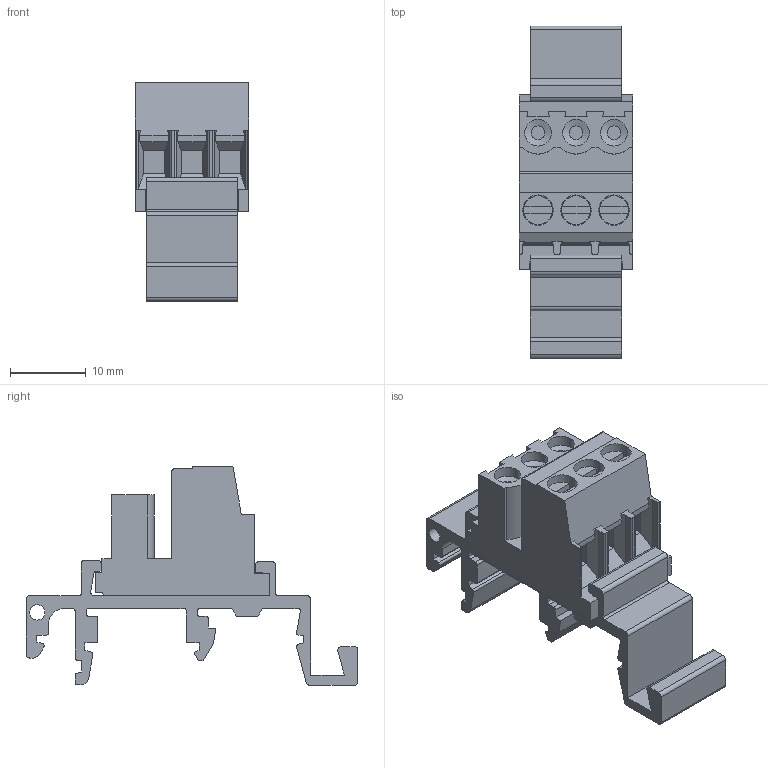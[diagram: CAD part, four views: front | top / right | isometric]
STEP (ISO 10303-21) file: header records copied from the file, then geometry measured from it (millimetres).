
FILE_DESCRIPTION(('STEP AP214'),'1');
FILE_NAME('SVR03-5-DR.stp','2021-02-15T14:23:29',(' '),(' '),'Spatial InterOp 3D',' ',' ');
FILE_SCHEMA(('AUTOMOTIVE_DESIGN { 1 0 10303 214 1 1 1 1 }'));
Length unit declared in the file: metre
Products named in the file (1): 1613426662
Bounding box: 15 x 43.7 x 28.8 mm (x, y, z)
Volume: 5419.4 mm3; surface area: 4880.1 mm2
Topology: 1 solids, 1 shells, 297 faces, 809 edges, 532 vertices
Faces by surface type: plane 221, cylinder 70, cone 6
Full cylindrical faces by diameter (mm): 1.8 x3, 2 x1, 2.6 x3, 3.5 x3, 3.8 x3, 4 x3
Entity records: 11502 total; most frequent: CARTESIAN_POINT 1599, ORIENTED_EDGE 1556, DIRECTION 1523, EDGE_CURVE 778, LINE 629, VECTOR 629, VERTEX_POINT 523, AXIS2_PLACEMENT_3D 447
